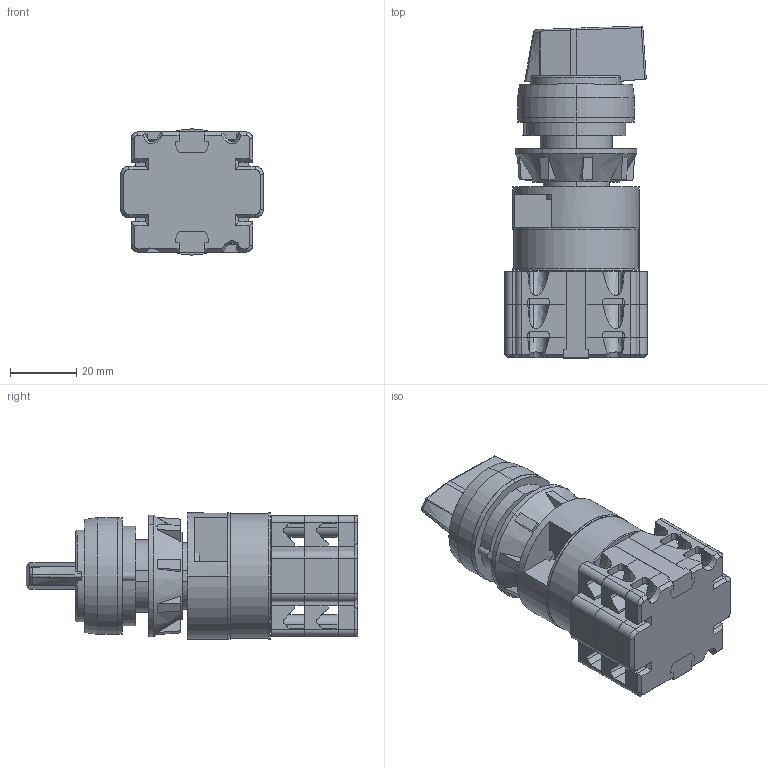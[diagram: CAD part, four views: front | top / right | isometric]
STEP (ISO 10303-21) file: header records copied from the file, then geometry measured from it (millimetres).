
FILE_DESCRIPTION (( 'STEP AP214' ), '1' );
FILE_NAME ('4G20-69-U S9 K1.STEP', '2024-12-05T17:53:53', ( '' ), ( '' ), 'SwSTEP 2.0', 'SolidWorks 2022', '' );
FILE_SCHEMA (( 'AUTOMOTIVE_DESIGN' ));
Length unit declared in the file: millimetre
Products named in the file (8): Кольцо печать; Рубильник; 4G20-69-U S9 K1; 4G25-10-U S10 K1 корпус; Кольцо силикон; Рычаг; 4g20-10-U S10.2; Прижимная гайка
Assembly tree (7 placements, depth 2):
  4G20-69-U S9 K1
    Рубильник
    4G25-10-U S10 K1 корпус
    Кольцо силикон
    Кольцо печать
    Прижимная гайка
    Рычаг
    4g20-10-U S10.2
Bounding box: 43 x 100 x 38 mm (x, y, z)
Volume: 86276.8 mm3; surface area: 39988.6 mm2
Topology: 13 solids, 13 shells, 606 faces, 1629 edges, 1064 vertices
Faces by surface type: plane 377, cylinder 109, bspline 106, cone 14
Entity records: 28762 total; most frequent: CARTESIAN_POINT 15701, ORIENTED_EDGE 3256, DIRECTION 1667, EDGE_CURVE 1628, B_SPLINE_CURVE_WITH_KNOTS 1086, VERTEX_POINT 1064, AXIS2_PLACEMENT_3D 638, EDGE_LOOP 628
